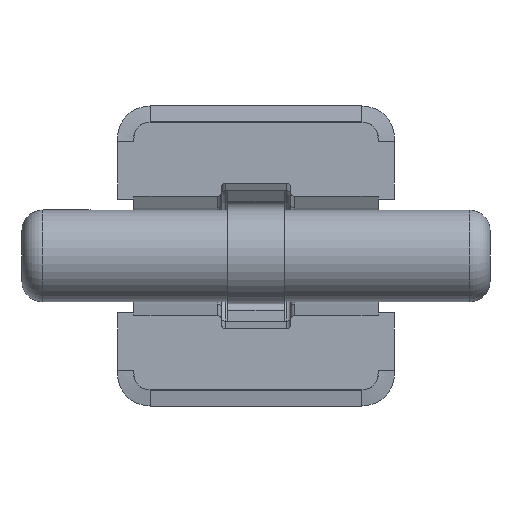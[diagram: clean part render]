
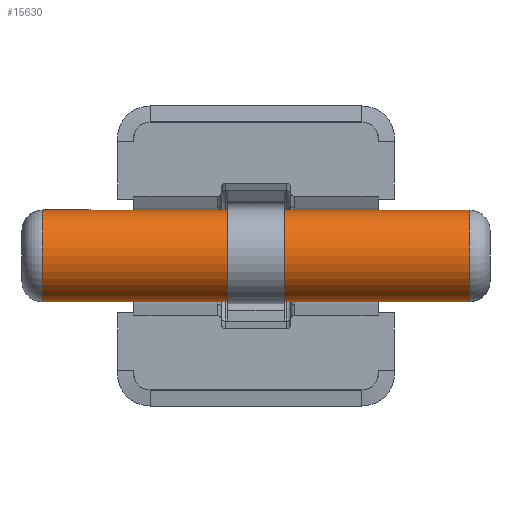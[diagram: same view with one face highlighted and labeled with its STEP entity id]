
A CAD part, front view. The second image highlights one B-rep face of the part: STEP entity #15630.
In plain terms, the highlighted cylindrical face has radius 11.25 mm (diameter 22.5 mm), a partial arc.
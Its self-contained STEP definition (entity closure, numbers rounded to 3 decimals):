
#12838=DIRECTION('',(1.,0.,0.));
#12839=VECTOR('',#12838,9.);
#12840=CARTESIAN_POINT('',(43.5,11.25,0.));
#12841=LINE('',#12840,#12839);
#12842=DIRECTION('',(1.,0.,0.));
#12843=VECTOR('',#12842,9.);
#12844=CARTESIAN_POINT('',(-52.5,11.25,0.));
#12845=LINE('',#12844,#12843);
#13205=DIRECTION('',(1.,0.,0.));
#13206=VECTOR('',#13205,9.);
#13207=CARTESIAN_POINT('',(-52.5,-11.25,0.));
#13208=LINE('',#13207,#13206);
#13209=DIRECTION('',(1.,0.,0.));
#13210=VECTOR('',#13209,9.);
#13211=CARTESIAN_POINT('',(43.5,-11.25,0.));
#13212=LINE('',#13211,#13210);
#13226=CARTESIAN_POINT('',(52.5,0.,0.));
#13227=DIRECTION('',(-1.,0.,0.));
#13228=DIRECTION('',(0.,-1.,0.));
#13229=AXIS2_PLACEMENT_3D('',#13226,#13227,#13228);
#13241=CARTESIAN_POINT('',(33.5,0.,0.));
#13242=DIRECTION('',(1.,0.,0.));
#13243=DIRECTION('',(0.,-1.,0.));
#13244=AXIS2_PLACEMENT_3D('',#13241,#13242,#13243);
#13246=CARTESIAN_POINT('',(-33.5,0.,0.));
#13247=DIRECTION('',(1.,0.,0.));
#13248=DIRECTION('',(0.,-1.,0.));
#13249=AXIS2_PLACEMENT_3D('',#13246,#13247,#13248);
#13251=CARTESIAN_POINT('',(-33.5,0.,0.));
#13252=DIRECTION('',(1.,0.,0.));
#13253=DIRECTION('',(0.,0.111,-0.994));
#13254=AXIS2_PLACEMENT_3D('',#13251,#13252,#13253);
#13256=DIRECTION('',(1.,0.,0.));
#13257=VECTOR('',#13256,67.);
#13258=CARTESIAN_POINT('',(-33.5,11.25,0.));
#13259=LINE('',#13258,#13257);
#13260=CARTESIAN_POINT('',(33.5,0.,0.));
#13261=DIRECTION('',(1.,0.,0.));
#13262=DIRECTION('',(0.,0.111,-0.994));
#13263=AXIS2_PLACEMENT_3D('',#13260,#13261,#13262);
#13269=CARTESIAN_POINT('',(33.5,-1.25,-11.18));
#13270=CARTESIAN_POINT('',(33.5,-1.787,-11.12));
#13271=CARTESIAN_POINT('',(33.586,-2.886,
-10.919));
#13272=CARTESIAN_POINT('',(34.01,-4.563,
-10.336));
#13273=CARTESIAN_POINT('',(34.741,-6.187,
-9.458));
#13274=CARTESIAN_POINT('',(35.789,-7.712,
-8.272));
#13275=CARTESIAN_POINT('',(37.195,-9.099,
-6.729));
#13276=CARTESIAN_POINT('',(38.959,-10.25,
-4.828));
#13277=CARTESIAN_POINT('',(41.106,-11.052,
-2.539));
#13278=CARTESIAN_POINT('',(42.681,-11.25,-0.869));
#13279=CARTESIAN_POINT('',(43.5,-11.25,0.));
#13456=CARTESIAN_POINT('',(-33.5,1.25,-11.18));
#13457=CARTESIAN_POINT('',(-33.5,1.787,-11.12));
#13458=CARTESIAN_POINT('',(-33.586,2.886,
-10.919));
#13459=CARTESIAN_POINT('',(-34.012,4.567,
-10.335));
#13460=CARTESIAN_POINT('',(-34.744,6.191,
-9.456));
#13461=CARTESIAN_POINT('',(-35.793,7.716,
-8.267));
#13462=CARTESIAN_POINT('',(-37.199,9.103,
-6.725));
#13463=CARTESIAN_POINT('',(-38.962,10.251,
-4.825));
#13464=CARTESIAN_POINT('',(-41.106,11.052,
-2.539));
#13465=CARTESIAN_POINT('',(-42.68,11.25,-0.869));
#13466=CARTESIAN_POINT('',(-43.5,11.25,0.));
#13664=CARTESIAN_POINT('',(-43.5,-11.25,0.));
#13665=CARTESIAN_POINT('',(-42.681,-11.25,-0.868));
#13666=CARTESIAN_POINT('',(-41.109,-11.053,
-2.536));
#13667=CARTESIAN_POINT('',(-38.965,-10.253,
-4.821));
#13668=CARTESIAN_POINT('',(-37.202,-9.105,
-6.721));
#13669=CARTESIAN_POINT('',(-35.796,-7.72,
-8.264));
#13670=CARTESIAN_POINT('',(-34.749,-6.199,
-9.449));
#13671=CARTESIAN_POINT('',(-34.017,-4.583,
-10.328));
#13672=CARTESIAN_POINT('',(-33.585,-2.884,
-10.921));
#13673=CARTESIAN_POINT('',(-33.5,-1.786,-11.12));
#13674=CARTESIAN_POINT('',(-33.5,-1.25,-11.18));
#13983=CARTESIAN_POINT('',(43.5,11.25,0.));
#13984=CARTESIAN_POINT('',(42.681,11.25,-0.868));
#13985=CARTESIAN_POINT('',(41.109,11.053,
-2.536));
#13986=CARTESIAN_POINT('',(38.969,10.254,
-4.818));
#13987=CARTESIAN_POINT('',(37.207,9.109,
-6.716));
#13988=CARTESIAN_POINT('',(35.801,7.725,
-8.259));
#13989=CARTESIAN_POINT('',(34.752,6.205,
-9.446));
#13990=CARTESIAN_POINT('',(34.018,4.587,
-10.326));
#13991=CARTESIAN_POINT('',(33.585,2.884,
-10.921));
#13992=CARTESIAN_POINT('',(33.5,1.785,-11.12));
#13993=CARTESIAN_POINT('',(33.5,1.25,-11.18));
#14124=DIRECTION('',(1.,0.,0.));
#14125=VECTOR('',#14124,67.);
#14126=CARTESIAN_POINT('',(-33.5,-11.25,0.));
#14127=LINE('',#14126,#14125);
#14128=CARTESIAN_POINT('',(-52.5,0.,0.));
#14129=DIRECTION('',(1.,0.,0.));
#14130=DIRECTION('',(0.,1.,0.));
#14131=AXIS2_PLACEMENT_3D('',#14128,#14129,#14130);
#14796=CARTESIAN_POINT('',(-33.5,1.25,-11.18));
#14797=CARTESIAN_POINT('',(-33.5,11.25,0.));
#14798=VERTEX_POINT('',#14796);
#14799=VERTEX_POINT('',#14797);
#14808=CARTESIAN_POINT('',(33.5,1.25,-11.18));
#14809=CARTESIAN_POINT('',(33.5,11.25,0.));
#14810=VERTEX_POINT('',#14808);
#14811=VERTEX_POINT('',#14809);
#14812=VERTEX_POINT('',#13466);
#14813=VERTEX_POINT('',#13983);
#14822=CARTESIAN_POINT('',(33.5,-11.25,0.));
#14823=CARTESIAN_POINT('',(33.5,-1.25,-11.18));
#14824=VERTEX_POINT('',#14822);
#14825=VERTEX_POINT('',#14823);
#14826=CARTESIAN_POINT('',(-33.5,-11.25,0.));
#14827=CARTESIAN_POINT('',(-33.5,-1.25,-11.18));
#14828=VERTEX_POINT('',#14826);
#14829=VERTEX_POINT('',#14827);
#14830=VERTEX_POINT('',#13279);
#14831=VERTEX_POINT('',#13664);
#14833=CARTESIAN_POINT('',(52.5,-11.25,0.));
#14835=VERTEX_POINT('',#14833);
#14840=CARTESIAN_POINT('',(52.5,11.25,0.));
#14841=VERTEX_POINT('',#14840);
#14852=CARTESIAN_POINT('',(-52.5,11.25,0.));
#14853=VERTEX_POINT('',#14852);
#14856=CARTESIAN_POINT('',(-52.5,-11.25,0.));
#14857=VERTEX_POINT('',#14856);
#15596=CARTESIAN_POINT('',(-57.5,0.,0.));
#15597=DIRECTION('',(1.,0.,0.));
#15598=DIRECTION('',(0.,-1.,0.));
#15599=AXIS2_PLACEMENT_3D('',#15596,#15597,#15598);
#15600=CYLINDRICAL_SURFACE('',#15599,11.25);
#15601=ORIENTED_EDGE('',*,*,#15587,.F.);
#15602=ORIENTED_EDGE('',*,*,#15563,.F.);
#15604=ORIENTED_EDGE('',*,*,#15603,.F.);
#15606=ORIENTED_EDGE('',*,*,#15605,.F.);
#15608=ORIENTED_EDGE('',*,*,#15607,.F.);
#15610=ORIENTED_EDGE('',*,*,#15609,.T.);
#15612=ORIENTED_EDGE('',*,*,#15611,.F.);
#15613=ORIENTED_EDGE('',*,*,#15555,.F.);
#15615=ORIENTED_EDGE('',*,*,#15614,.F.);
#15616=ORIENTED_EDGE('',*,*,#15302,.T.);
#15618=ORIENTED_EDGE('',*,*,#15617,.F.);
#15620=ORIENTED_EDGE('',*,*,#15619,.T.);
#15622=ORIENTED_EDGE('',*,*,#15621,.T.);
#15624=ORIENTED_EDGE('',*,*,#15623,.F.);
#15626=ORIENTED_EDGE('',*,*,#15625,.F.);
#15627=ORIENTED_EDGE('',*,*,#15294,.T.);
#15628=EDGE_LOOP('',(#15601,#15602,#15604,#15606,#15608,#15610,#15612,#15613,
#15615,#15616,#15618,#15620,#15622,#15624,#15626,#15627));
#15629=FACE_OUTER_BOUND('',#15628,.F.);
#15630=ADVANCED_FACE('',(#15629),#15600,.T.);
#13230=CIRCLE('',#13229,11.25);
#13245=CIRCLE('',#13244,11.25);
#13250=CIRCLE('',#13249,11.25);
#13255=CIRCLE('',#13254,11.25);
#13264=CIRCLE('',#13263,11.25);
#13280=B_SPLINE_CURVE_WITH_KNOTS('',3,(#13269,#13270,#13271,#13272,#13273,
#13274,#13275,#13276,#13277,#13278,#13279),.UNSPECIFIED.,.F.,.F.,(4,1,1,1,1,1,1,
1,4),(0.,0.125,0.25,0.375,0.5,0.625,0.75,0.875,1.),
.UNSPECIFIED.);
#13467=B_SPLINE_CURVE_WITH_KNOTS('',3,(#13456,#13457,#13458,#13459,#13460,
#13461,#13462,#13463,#13464,#13465,#13466),.UNSPECIFIED.,.F.,.F.,(4,1,1,1,1,1,1,
1,4),(0.,0.125,0.25,0.375,0.5,0.625,0.75,0.875,1.),
.UNSPECIFIED.);
#13675=B_SPLINE_CURVE_WITH_KNOTS('',3,(#13664,#13665,#13666,#13667,#13668,
#13669,#13670,#13671,#13672,#13673,#13674),.UNSPECIFIED.,.F.,.F.,(4,1,1,1,1,1,1,
1,4),(0.,0.125,0.25,0.375,0.5,0.625,0.75,0.875,1.),
.UNSPECIFIED.);
#13994=B_SPLINE_CURVE_WITH_KNOTS('',3,(#13983,#13984,#13985,#13986,#13987,
#13988,#13989,#13990,#13991,#13992,#13993),.UNSPECIFIED.,.F.,.F.,(4,1,1,1,1,1,1,
1,4),(0.,0.125,0.25,0.375,0.5,0.625,0.75,0.875,1.),
.UNSPECIFIED.);
#14132=CIRCLE('',#14131,11.25);
#15294=EDGE_CURVE('',#14813,#14841,#12841,.T.);
#15302=EDGE_CURVE('',#14853,#14812,#12845,.T.);
#15555=EDGE_CURVE('',#14857,#14831,#13208,.T.);
#15563=EDGE_CURVE('',#14830,#14835,#13212,.T.);
#15587=EDGE_CURVE('',#14835,#14841,#13230,.T.);
#15603=EDGE_CURVE('',#14825,#14830,#13280,.T.);
#15605=EDGE_CURVE('',#14824,#14825,#13245,.T.);
#15607=EDGE_CURVE('',#14828,#14824,#14127,.T.);
#15609=EDGE_CURVE('',#14828,#14829,#13250,.T.);
#15611=EDGE_CURVE('',#14831,#14829,#13675,.T.);
#15614=EDGE_CURVE('',#14853,#14857,#14132,.T.);
#15617=EDGE_CURVE('',#14798,#14812,#13467,.T.);
#15619=EDGE_CURVE('',#14798,#14799,#13255,.T.);
#15621=EDGE_CURVE('',#14799,#14811,#13259,.T.);
#15623=EDGE_CURVE('',#14810,#14811,#13264,.T.);
#15625=EDGE_CURVE('',#14813,#14810,#13994,.T.);
